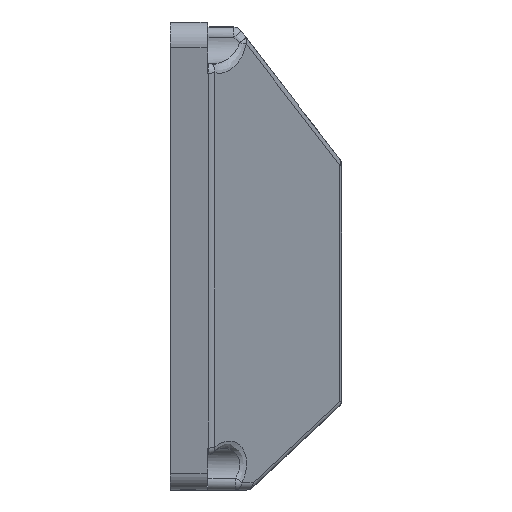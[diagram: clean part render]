
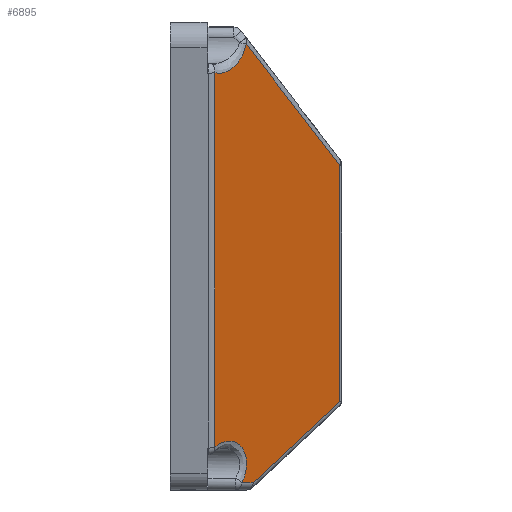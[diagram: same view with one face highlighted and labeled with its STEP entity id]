
A CAD part, left-side view. The second image highlights one B-rep face of the part: STEP entity #6895.
In plain terms, the highlighted planar face has unit normal (-0.592, -0.794, -0.136).
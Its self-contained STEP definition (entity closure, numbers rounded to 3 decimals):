
#49 = VECTOR ( 'NONE', #10027, 1000. ) ;
#235 = EDGE_CURVE ( 'NONE', #939, #4905, #6472, .T. ) ;
#793 = VERTEX_POINT ( 'NONE', #13466 ) ;
#831 = CARTESIAN_POINT ( 'NONE',  ( -104.707, -12.79, -162.414 ) ) ;
#939 = VERTEX_POINT ( 'NONE', #7582 ) ;
#1121 = LINE ( 'NONE', #831, #10314 ) ;
#1569 = CARTESIAN_POINT ( 'NONE',  ( -220.69, -12.589, 340.974 ) ) ;
#1717 = ORIENTED_EDGE ( 'NONE', *, *, #3099, .T. ) ;
#1743 = VECTOR ( 'NONE', #7904, 1000. ) ;
#2074 =( BOUNDED_CURVE ( )  B_SPLINE_CURVE ( 3, ( #11930, #5629, #6529, #7624 ),
 .UNSPECIFIED., .F., .F. ) 
 B_SPLINE_CURVE_WITH_KNOTS ( ( 4, 4 ),
 ( 1.128, 3.81 ),
 .UNSPECIFIED. ) 
 CURVE ( )  GEOMETRIC_REPRESENTATION_ITEM ( )  RATIONAL_B_SPLINE_CURVE ( ( 1., 0.485, 0.485, 1. ) ) 
 REPRESENTATION_ITEM ( '' )  );
#3099 = EDGE_CURVE ( 'NONE', #13078, #10910, #8461, .T. ) ;
#3151 = LINE ( 'NONE', #10947, #49 ) ;
#3264 = ORIENTED_EDGE ( 'NONE', *, *, #8022, .T. ) ;
#3425 = VECTOR ( 'NONE', #7790, 1000. ) ;
#3799 = EDGE_CURVE ( 'NONE', #8238, #793, #3151, .T. ) ;
#3985 = CARTESIAN_POINT ( 'NONE',  ( -163.303, 17.4, -83.767 ) ) ;
#4158 = DIRECTION ( 'NONE',  ( 0.592, 0.794, 0.136 ) ) ;
#4183 = AXIS2_PLACEMENT_3D ( 'NONE', #10443, #4158, #12574 ) ;
#4905 = VERTEX_POINT ( 'NONE', #12080 ) ;
#5434 = ORIENTED_EDGE ( 'NONE', *, *, #7530, .T. ) ;
#5629 = CARTESIAN_POINT ( 'NONE',  ( -135.327, 10.928, -167.685 ) ) ;
#6405 = LINE ( 'NONE', #8544, #11010 ) ;
#6472 = LINE ( 'NONE', #1569, #1743 ) ;
#6529 = CARTESIAN_POINT ( 'NONE',  ( -127.997, 6.466, -173.521 ) ) ;
#6591 = EDGE_LOOP ( 'NONE', ( #3264, #1717, #11920, #5434, #7677, #11143, #10507 ) ) ;
#6895 = ADVANCED_FACE ( 'NONE', ( #7266 ), #9365, .F. ) ;
#7080 = CARTESIAN_POINT ( 'NONE',  ( -163.303, 17.4, -83.767 ) ) ;
#7262 = CARTESIAN_POINT ( 'NONE',  ( -154.797, 9.878, -76.856 ) ) ;
#7266 = FACE_OUTER_BOUND ( 'NONE', #6591, .T. ) ;
#7530 = EDGE_CURVE ( 'NONE', #12126, #8238, #2074, .T. ) ;
#7582 = CARTESIAN_POINT ( 'NONE',  ( -104.934, -12.589, -162.601 ) ) ;
#7624 = CARTESIAN_POINT ( 'NONE',  ( -132.013, 10.908, -181.986 ) ) ;
#7677 = ORIENTED_EDGE ( 'NONE', *, *, #3799, .T. ) ;
#7790 = DIRECTION ( 'NONE',  ( 0.224, 0., -0.975 ) ) ;
#7904 = DIRECTION ( 'NONE',  ( -0.224, 0., 0.975 ) ) ;
#8022 = EDGE_CURVE ( 'NONE', #4905, #13078, #6405, .T. ) ;
#8068 = CARTESIAN_POINT ( 'NONE',  ( -154.745, 10.675, -81.739 ) ) ;
#8238 = VERTEX_POINT ( 'NONE', #9727 ) ;
#8461 =( BOUNDED_CURVE ( )  B_SPLINE_CURVE ( 3, ( #7262, #8068, #10208, #3985 ),
 .UNSPECIFIED., .F., .F. ) 
 B_SPLINE_CURVE_WITH_KNOTS ( ( 4, 4 ),
 ( 3.357, 5.155 ),
 .UNSPECIFIED. ) 
 CURVE ( )  GEOMETRIC_REPRESENTATION_ITEM ( )  RATIONAL_B_SPLINE_CURVE ( ( 1., 0.748, 0.748, 1. ) ) 
 REPRESENTATION_ITEM ( '' )  );
#8544 = CARTESIAN_POINT ( 'NONE',  ( -371.771, 142.11, 94.995 ) ) ;
#8550 = CARTESIAN_POINT ( 'NONE',  ( -154.797, 9.878, -76.856 ) ) ;
#8652 = LINE ( 'NONE', #8829, #3425 ) ;
#8829 = CARTESIAN_POINT ( 'NONE',  ( -142.678, 17.4, -173.495 ) ) ;
#9365 = PLANE ( 'NONE',  #4183 ) ;
#9727 = CARTESIAN_POINT ( 'NONE',  ( -132.013, 10.908, -181.986 ) ) ;
#10027 = DIRECTION ( 'NONE',  ( 0.802, -0.597, 0. ) ) ;
#10113 = EDGE_CURVE ( 'NONE', #793, #939, #1121, .T. ) ;
#10208 = CARTESIAN_POINT ( 'NONE',  ( -158.535, 14.027, -84.818 ) ) ;
#10314 = VECTOR ( 'NONE', #13548, 1000. ) ;
#10443 = CARTESIAN_POINT ( 'NONE',  ( -259.684, 18., 332.011 ) ) ;
#10507 = ORIENTED_EDGE ( 'NONE', *, *, #235, .T. ) ;
#10910 = VERTEX_POINT ( 'NONE', #7080 ) ;
#10947 = CARTESIAN_POINT ( 'NONE',  ( -217.506, 74.608, -181.986 ) ) ;
#11010 = VECTOR ( 'NONE', #12890, 1000. ) ;
#11143 = ORIENTED_EDGE ( 'NONE', *, *, #10113, .T. ) ;
#11163 = EDGE_CURVE ( 'NONE', #10910, #12126, #8652, .T. ) ;
#11694 = CARTESIAN_POINT ( 'NONE',  ( -142.678, 17.4, -173.495 ) ) ;
#11920 = ORIENTED_EDGE ( 'NONE', *, *, #11163, .T. ) ;
#11930 = CARTESIAN_POINT ( 'NONE',  ( -142.678, 17.4, -173.495 ) ) ;
#12080 = CARTESIAN_POINT ( 'NONE',  ( -117.932, -12.589, -106.054 ) ) ;
#12126 = VERTEX_POINT ( 'NONE', #11694 ) ;
#12574 = DIRECTION ( 'NONE',  ( -0.802, 0.597, 0. ) ) ;
#12890 = DIRECTION ( 'NONE',  ( -0.707, 0.431, 0.56 ) ) ;
#13078 = VERTEX_POINT ( 'NONE', #8550 ) ;
#13466 = CARTESIAN_POINT ( 'NONE',  ( -128.377, 8.199, -181.986 ) ) ;
#13548 = DIRECTION ( 'NONE',  ( 0.636, -0.564, 0.526 ) ) ;
